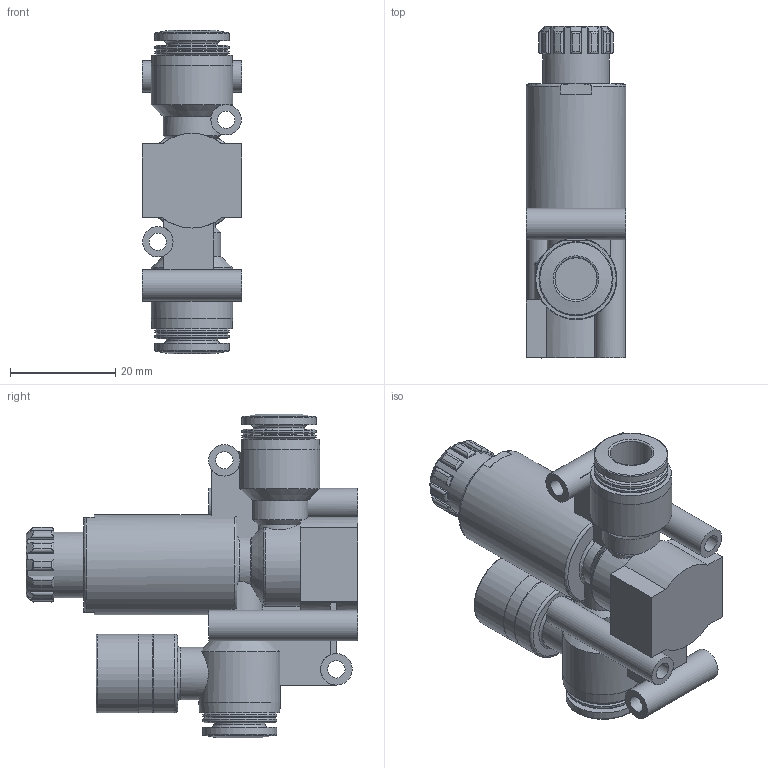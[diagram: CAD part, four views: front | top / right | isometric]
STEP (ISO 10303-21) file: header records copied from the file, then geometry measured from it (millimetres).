
FILE_DESCRIPTION(/* description */ ('STEP AP214'),/* implementation_level */ '2;1');
FILE_NAME(/* name */ '8086005_VRPA-CM-Q8-E',/* time_stamp */ '2024-09-10T10:38:00+02:00',/* author */ ('License CC BY-ND 4.0'),/* organization */ ('CADENAS'),/* preprocessor_version */ 'ST-DEVELOPER v19.3',/* originating_system */ 'PARTsolutions',/* authorisation */ ' ');
FILE_SCHEMA (('AUTOMOTIVE_DESIGN {1 0 10303 214 3 1 1}'));
Length unit declared in the file: millimetre
Products named in the file (1): 8086005 VRPA-CM-Q8-E---(0_high)
Bounding box: 19 x 63.1 x 61.49 mm (x, y, z)
Volume: 25199.7 mm3; surface area: 12353.9 mm2
Topology: 1 solids, 1 shells, 241 faces, 648 edges, 421 vertices
Faces by surface type: plane 99, cylinder 76, torus 43, cone 23
Full cylindrical faces by diameter (mm): 3.3 x4, 5.8 x2, 6 x2, 6.333 x1, 8 x2, 9.8 x2, 10 x1, 12.6 x1, 14.1 x6, 14.9 x1, 15 x2, 15.5 x2, 19 x1
Entity records: 9245 total; most frequent: CARTESIAN_POINT 1891, ORIENTED_EDGE 1176, DIRECTION 1106, EDGE_CURVE 588, AXIS2_PLACEMENT_3D 452, VERTEX_POINT 413, EDGE_LOOP 315, FACE_BOUND 315
